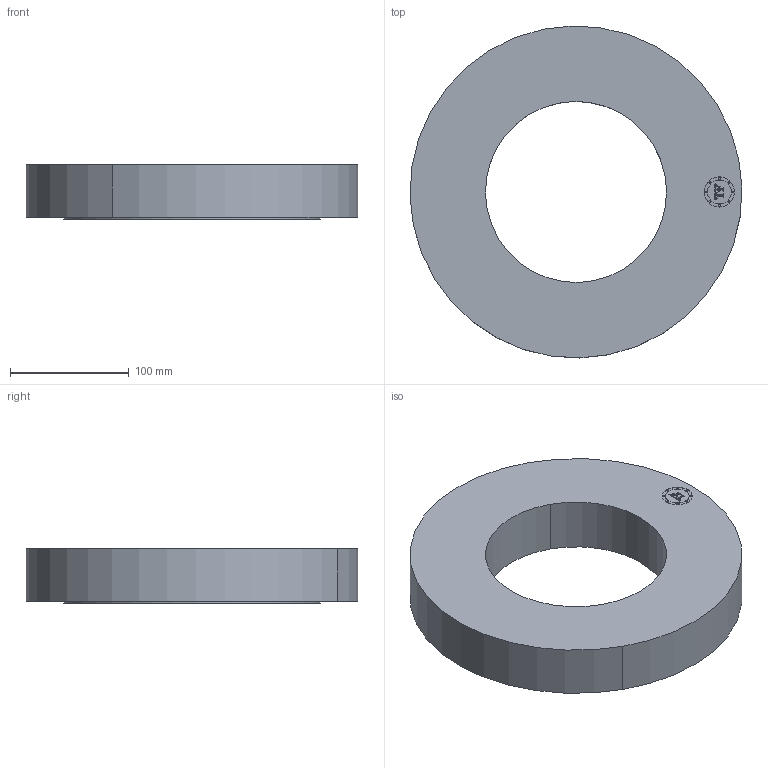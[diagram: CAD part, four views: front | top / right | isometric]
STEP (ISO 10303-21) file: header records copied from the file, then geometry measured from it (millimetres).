
FILE_DESCRIPTION(('3D STEP'),'2;1');
FILE_NAME('6-150-FB-RF-STUDOUT-FLANGE.stp','2013-11-25T01:57:04+00:00',('Texas Flange'),(''),'CATIA Version 5 Release 20 SP 6 (IN-10)','CATIA V5 STEP AP214','800-826-3801');
FILE_SCHEMA(('AUTOMOTIVE_DESIGN { 1 0 10303 214 1 1 1 1 }'));
Products named in the file (1): 6-150-FB-RF-STUDOUT-FLANGE
Bounding box: 279.32 x 279.32 x 46.04 mm (x, y, z)
Volume: 1877046.8 mm3; surface area: 166190.8 mm2
Topology: 1 solids, 1 shells, 874 faces, 2538 edges, 1676 vertices
Faces by surface type: plane 368, bspline 272, cylinder 186, cone 32, revolution 16
Entity records: 40977 total; most frequent: CARTESIAN_POINT 19145, ORIENTED_EDGE 5044, EDGE_CURVE 2522, DIRECTION 2211, VERTEX_POINT 1676, VECTOR 1278, LINE 1278, B_SPLINE_CURVE_WITH_KNOTS 1121
